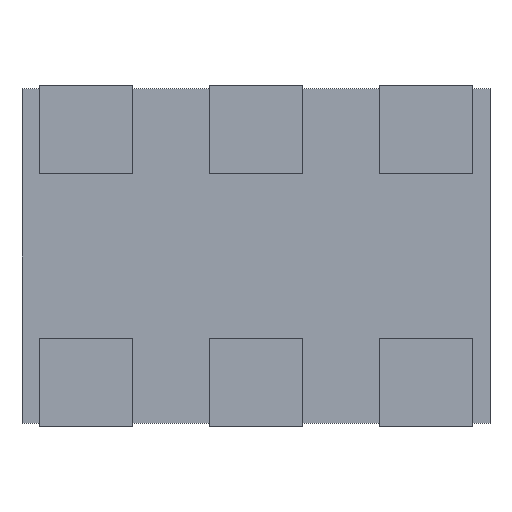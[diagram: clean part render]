
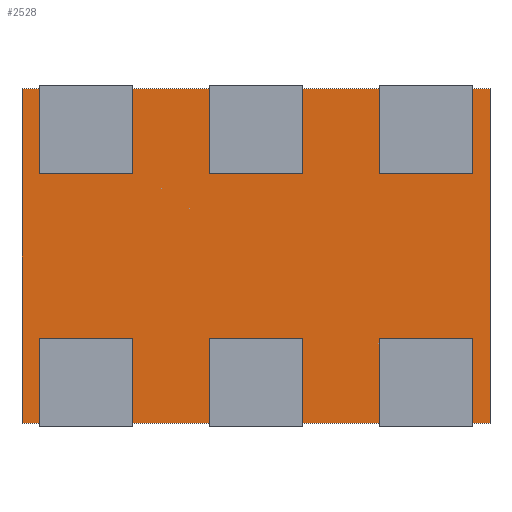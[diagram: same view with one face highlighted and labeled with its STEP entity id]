
A CAD part, front view. The second image highlights one B-rep face of the part: STEP entity #2528.
In plain terms, the highlighted planar face has unit normal (0, -1, 0).
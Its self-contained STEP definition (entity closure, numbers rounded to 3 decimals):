
#2421 = CARTESIAN_POINT ( 'NONE',  ( 3.5, 0.05, 2.5 ) ) ;
#2422 = VERTEX_POINT ( 'NONE', #2421 ) ;
#2423 = CARTESIAN_POINT ( 'NONE',  ( 3.5, 0.05, -2.5 ) ) ;
#2424 = VERTEX_POINT ( 'NONE', #2423 ) ;
#2425 = CARTESIAN_POINT ( 'NONE',  ( 3.5, 0.05, 2.5 ) ) ;
#2426 = DIRECTION ( 'NONE',  ( 0., 0., -1. ) ) ;
#2427 = VECTOR ( 'NONE', #2426, 1000. ) ;
#2428 = LINE ( 'NONE', #2425, #2427 ) ;
#2429 = EDGE_CURVE ( 'NONE', #2422, #2424, #2428, .T. ) ;
#2452 = CARTESIAN_POINT ( 'NONE',  ( -3.5, 0.05, -2.5 ) ) ;
#2453 = VERTEX_POINT ( 'NONE', #2452 ) ;
#2454 = CARTESIAN_POINT ( 'NONE',  ( -3.5, 0.05, -2.5 ) ) ;
#2455 = DIRECTION ( 'NONE',  ( -1., 0., 0. ) ) ;
#2456 = VECTOR ( 'NONE', #2455, 1000. ) ;
#2457 = LINE ( 'NONE', #2454, #2456 ) ;
#2458 = EDGE_CURVE ( 'NONE', #2424, #2453, #2457, .T. ) ;
#2476 = CARTESIAN_POINT ( 'NONE',  ( -3.5, 0.05, 2.5 ) ) ;
#2477 = VERTEX_POINT ( 'NONE', #2476 ) ;
#2478 = CARTESIAN_POINT ( 'NONE',  ( -3.5, 0.05, 2.5 ) ) ;
#2479 = DIRECTION ( 'NONE',  ( 0., 0., 1. ) ) ;
#2480 = VECTOR ( 'NONE', #2479, 1000. ) ;
#2481 = LINE ( 'NONE', #2478, #2480 ) ;
#2482 = EDGE_CURVE ( 'NONE', #2453, #2477, #2481, .T. ) ;
#2500 = CARTESIAN_POINT ( 'NONE',  ( -3.5, 0.05, 2.5 ) ) ;
#2501 = DIRECTION ( 'NONE',  ( 1., 0., 0. ) ) ;
#2502 = VECTOR ( 'NONE', #2501, 1000. ) ;
#2503 = LINE ( 'NONE', #2500, #2502 ) ;
#2504 = EDGE_CURVE ( 'NONE', #2477, #2422, #2503, .T. ) ;
#2517 = ORIENTED_EDGE ( 'NONE', *, *, #2429, .F. ) ;
#2518 = ORIENTED_EDGE ( 'NONE', *, *, #2504, .F. ) ;
#2519 = ORIENTED_EDGE ( 'NONE', *, *, #2482, .F. ) ;
#2520 = ORIENTED_EDGE ( 'NONE', *, *, #2458, .F. ) ;
#2521 = EDGE_LOOP ( 'NONE', ( #2517, #2518, #2519, #2520 ) ) ;
#2522 = FACE_OUTER_BOUND ( 'NONE', #2521, .T. ) ;
#2523 = CARTESIAN_POINT ( 'NONE',  ( 0., 0.05, 0. ) ) ;
#2524 = DIRECTION ( 'NONE',  ( 0., -1., 0. ) ) ;
#2525 = DIRECTION ( 'NONE',  ( 0., 0., -1. ) ) ;
#2526 = AXIS2_PLACEMENT_3D ( 'NONE', #2523, #2524, #2525 ) ;
#2527 = PLANE ( 'NONE', #2526 ) ;
#2528 = ADVANCED_FACE ( 'NONE', ( #2522 ), #2527, .T. ) ;
